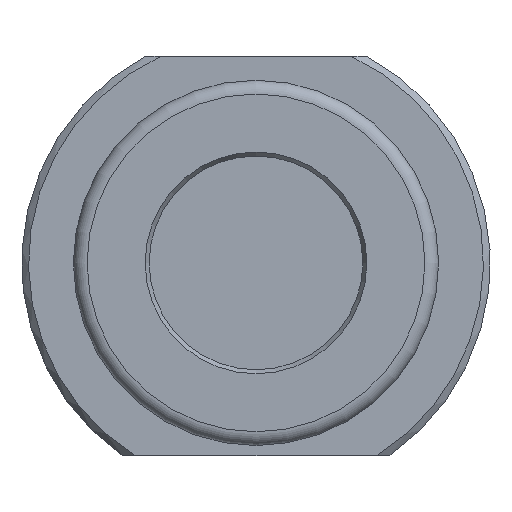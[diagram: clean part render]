
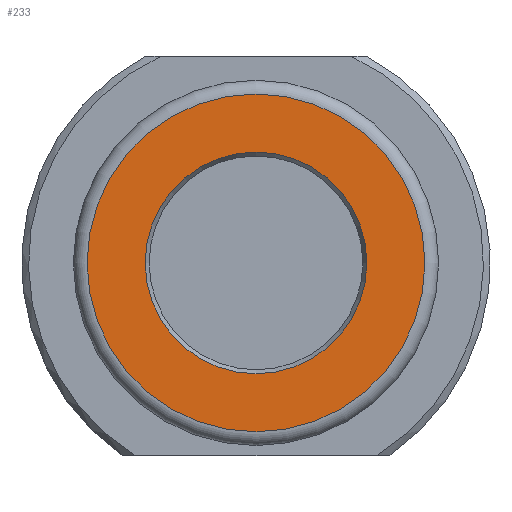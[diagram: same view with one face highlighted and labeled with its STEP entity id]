
A CAD part, left-side view. The second image highlights one B-rep face of the part: STEP entity #233.
In plain terms, the highlighted planar face has unit normal (-1, 0, 0).
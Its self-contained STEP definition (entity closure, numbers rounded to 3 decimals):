
#233 = ADVANCED_FACE( '', ( #527, #528 ), #529, .F. );
#527 = FACE_BOUND( '', #882, .T. );
#528 = FACE_OUTER_BOUND( '', #883, .T. );
#529 = PLANE( '', #884 );
#882 = EDGE_LOOP( '', ( #1541 ) );
#883 = EDGE_LOOP( '', ( #1542 ) );
#884 = AXIS2_PLACEMENT_3D( '', #1543, #1544, #1545 );
#1541 = ORIENTED_EDGE( '', *, *, #2212, .T. );
#1542 = ORIENTED_EDGE( '', *, *, #2067, .T. );
#1543 = CARTESIAN_POINT( '', ( -106.5, 15.5, 0. ) );
#1544 = DIRECTION( '', ( 1., 0., 0. ) );
#1545 = DIRECTION( '', ( 0., 0., -1. ) );
#2067 = EDGE_CURVE( '', #2485, #2485, #2486, .T. );
#2212 = EDGE_CURVE( '', #2712, #2712, #2713, .T. );
#2485 = VERTEX_POINT( '', #3208 );
#2486 = CIRCLE( '', #3209, 24.5 );
#2712 = VERTEX_POINT( '', #3517 );
#2713 = CIRCLE( '', #3518, 16.077 );
#3208 = CARTESIAN_POINT( '', ( -106.5, 0., 24.5 ) );
#3209 = AXIS2_PLACEMENT_3D( '', #3923, #3924, #3925 );
#3517 = CARTESIAN_POINT( '', ( -106.5, 0., -16.077 ) );
#3518 = AXIS2_PLACEMENT_3D( '', #4154, #4155, #4156 );
#3923 = CARTESIAN_POINT( '', ( -106.5, 0., 0. ) );
#3924 = DIRECTION( '', ( -1., 0., 0. ) );
#3925 = DIRECTION( '', ( 0., 0., 1. ) );
#4154 = CARTESIAN_POINT( '', ( -106.5, 0., 0. ) );
#4155 = DIRECTION( '', ( 1., 0., 0. ) );
#4156 = DIRECTION( '', ( 0., 0., -1. ) );
